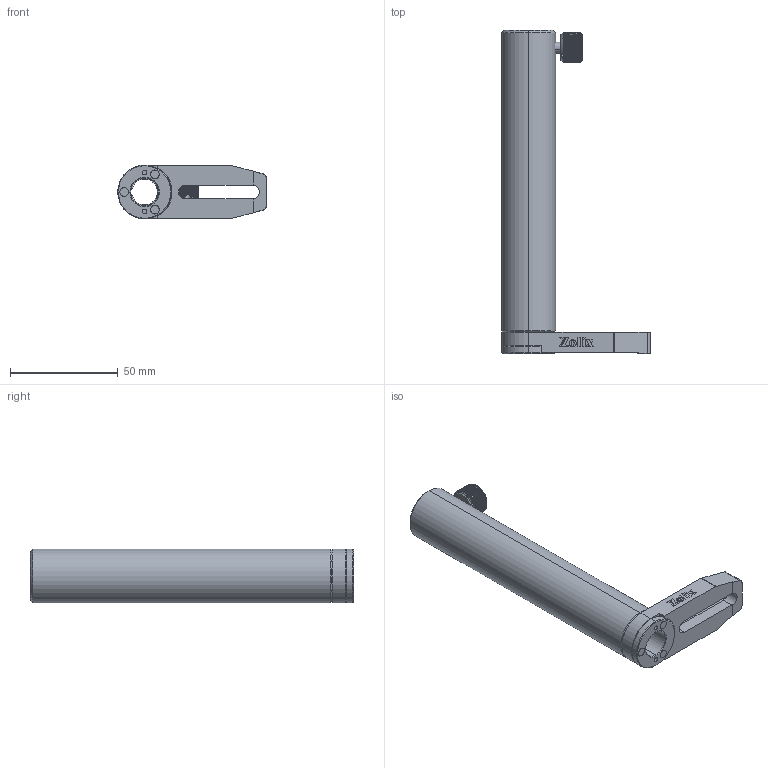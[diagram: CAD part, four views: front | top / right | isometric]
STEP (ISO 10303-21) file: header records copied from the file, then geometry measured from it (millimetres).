
FILE_DESCRIPTION (( 'STEP AP203' ), '1' );
FILE_NAME ('NPH150.STEP', '2022-07-20T03:19:43', ( '' ), ( '' ), 'SwSTEP 2.0', 'SolidWorks 2021', '' );
FILE_SCHEMA (( 'CONFIG_CONTROL_DESIGN' ));
Length unit declared in the file: millimetre
Products named in the file (1): NPH150
Bounding box: 69 x 150 x 25 mm (x, y, z)
Surface area: 23548.3 mm2 (no closed solid volume)
Topology: 0 solids, 12 shells, 394 faces, 1408 edges, 1026 vertices
Faces by surface type: plane 250, cylinder 130, cone 14
Entity records: 15650 total; most frequent: CARTESIAN_POINT 4255, ORIENTED_EDGE 2504, DIRECTION 2024, EDGE_CURVE 1408, VERTEX_POINT 1026, LINE 702, VECTOR 702, AXIS2_PLACEMENT_3D 661
